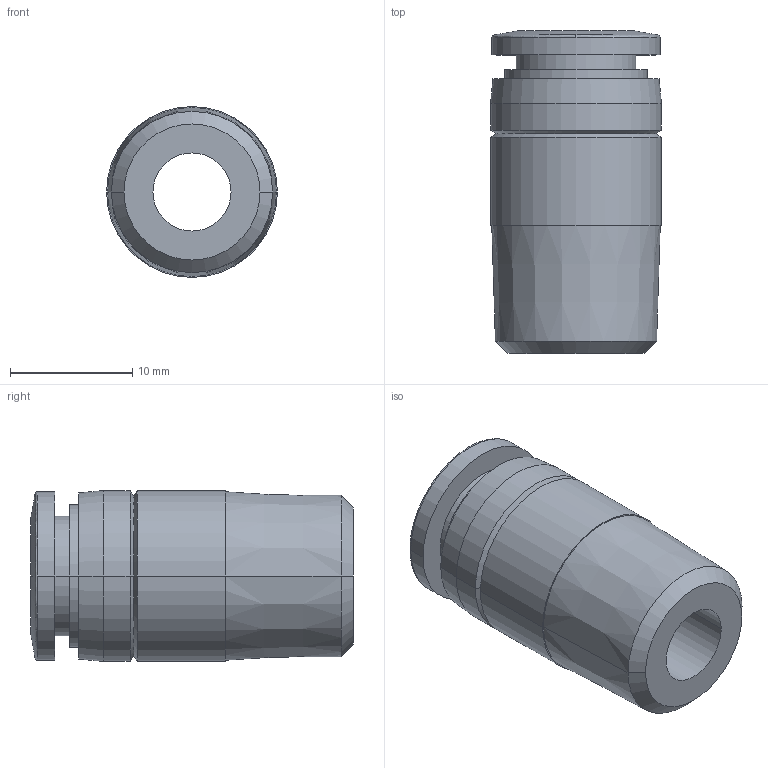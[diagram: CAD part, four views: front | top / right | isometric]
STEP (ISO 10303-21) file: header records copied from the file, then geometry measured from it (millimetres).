
FILE_DESCRIPTION (( 'STEP AP214' ), '1' );
FILE_NAME ('MSR516-14N.STEP', '2020-02-17T20:25:50', ( '' ), ( '' ), 'SwSTEP 2.0', 'SolidWorks 2019', '' );
FILE_SCHEMA (( 'AUTOMOTIVE_DESIGN' ));
Length unit declared in the file: inch
Products named in the file (1): MSR516-14N
Bounding box: 14 x 26.45 x 14 mm (x, y, z)
Volume: 2502.5 mm3; surface area: 2108.5 mm2
Topology: 1 solids, 1 shells, 38 faces, 84 edges, 52 vertices
Faces by surface type: cylinder 14, cone 14, plane 6, bspline 4
Entity records: 1156 total; most frequent: CARTESIAN_POINT 235, DIRECTION 210, ORIENTED_EDGE 168, AXIS2_PLACEMENT_3D 91, EDGE_CURVE 84, CIRCLE 56, VERTEX_POINT 52, EDGE_LOOP 44
